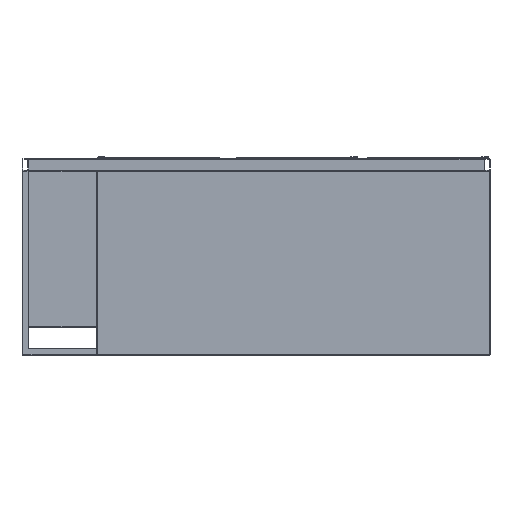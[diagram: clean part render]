
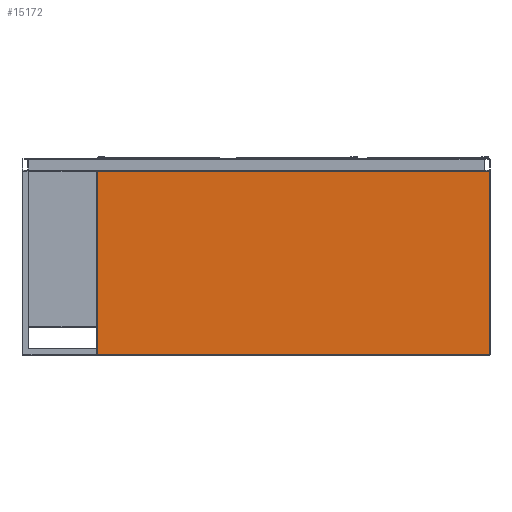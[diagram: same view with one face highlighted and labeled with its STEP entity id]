
A CAD part, front view. The second image highlights one B-rep face of the part: STEP entity #15172.
In plain terms, the highlighted planar face has unit normal (0, -1, 0).
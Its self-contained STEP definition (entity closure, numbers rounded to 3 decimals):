
#1220 = LINE ( 'NONE', #9801, #33400 ) ;
#2655 = EDGE_LOOP ( 'NONE', ( #6345, #18601, #30406, #29110 ) ) ;
#2936 = VERTEX_POINT ( 'NONE', #34948 ) ;
#5840 = CARTESIAN_POINT ( 'NONE',  ( 658., -230., -42. ) ) ;
#6345 = ORIENTED_EDGE ( 'NONE', *, *, #24676, .T. ) ;
#6807 = LINE ( 'NONE', #18169, #14188 ) ;
#7000 = DIRECTION ( 'NONE',  ( -1., 0., 0. ) ) ;
#9801 = CARTESIAN_POINT ( 'NONE',  ( 658., -230., -660. ) ) ;
#10773 = CARTESIAN_POINT ( 'NONE',  ( -658., -230., -660. ) ) ;
#11200 = EDGE_CURVE ( 'NONE', #2936, #26108, #24952, .T. ) ;
#11510 = DIRECTION ( 'NONE',  ( 1., 0., 0. ) ) ;
#14188 = VECTOR ( 'NONE', #7000, 1000. ) ;
#15172 = ADVANCED_FACE ( 'Fl�che8', ( #35330 ), #27134, .T. ) ;
#15736 = VECTOR ( 'NONE', #11510, 1000. ) ;
#15737 = DIRECTION ( 'NONE',  ( 0., 0., -1. ) ) ;
#15930 = DIRECTION ( 'NONE',  ( 0., -1., 0. ) ) ;
#16922 = VERTEX_POINT ( 'NONE', #5840 ) ;
#18169 = CARTESIAN_POINT ( 'NONE',  ( -660., -230., -42. ) ) ;
#18601 = ORIENTED_EDGE ( 'NONE', *, *, #11200, .T. ) ;
#19885 = LINE ( 'NONE', #25509, #15736 ) ;
#20394 = CARTESIAN_POINT ( 'NONE',  ( -658., -230., -658. ) ) ;
#21360 = DIRECTION ( 'NONE',  ( 0., 0., 1. ) ) ;
#21398 = EDGE_CURVE ( 'NONE', #26108, #22006, #19885, .T. ) ;
#22006 = VERTEX_POINT ( 'NONE', #26330 ) ;
#22137 = DIRECTION ( 'NONE',  ( 0., 0., -1. ) ) ;
#24676 = EDGE_CURVE ( 'NONE', #16922, #2936, #6807, .T. ) ;
#24952 = LINE ( 'NONE', #10773, #36557 ) ;
#25509 = CARTESIAN_POINT ( 'NONE',  ( -660., -230., -658. ) ) ;
#26108 = VERTEX_POINT ( 'NONE', #20394 ) ;
#26330 = CARTESIAN_POINT ( 'NONE',  ( 658., -230., -658. ) ) ;
#27134 = PLANE ( 'NONE',  #27227 ) ;
#27227 = AXIS2_PLACEMENT_3D ( 'NONE', #29557, #15930, #15737 ) ;
#29110 = ORIENTED_EDGE ( 'NONE', *, *, #33924, .T. ) ;
#29557 = CARTESIAN_POINT ( 'NONE',  ( -660., -230., -660. ) ) ;
#30406 = ORIENTED_EDGE ( 'NONE', *, *, #21398, .T. ) ;
#33400 = VECTOR ( 'NONE', #21360, 1000. ) ;
#33924 = EDGE_CURVE ( 'NONE', #22006, #16922, #1220, .T. ) ;
#34948 = CARTESIAN_POINT ( 'NONE',  ( -658., -230., -42. ) ) ;
#35330 = FACE_OUTER_BOUND ( 'NONE', #2655, .T. ) ;
#36557 = VECTOR ( 'NONE', #22137, 1000. ) ;
